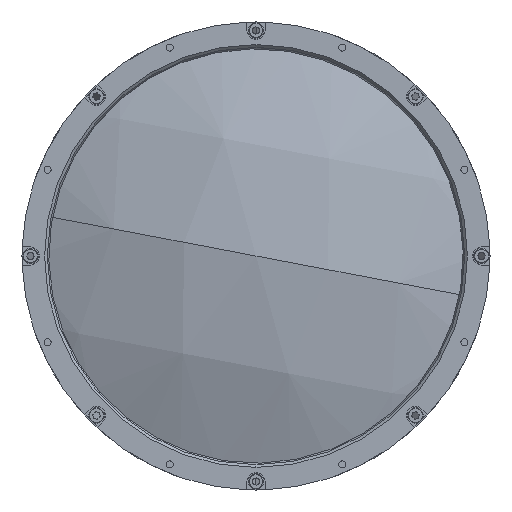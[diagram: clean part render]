
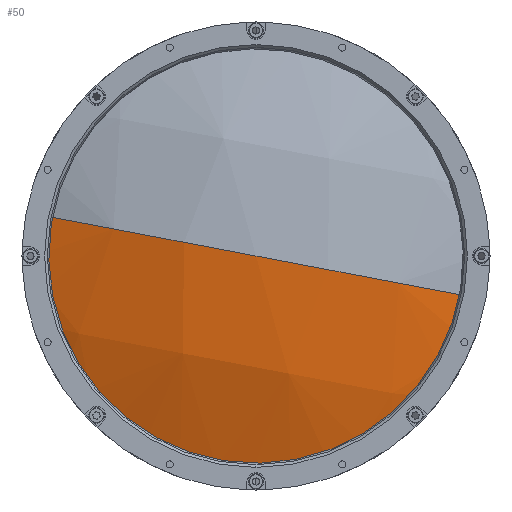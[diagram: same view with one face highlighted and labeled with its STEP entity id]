
A CAD part, left-side view. The second image highlights one B-rep face of the part: STEP entity #50.
In plain terms, the highlighted spherical face has radius 192.8 mm.
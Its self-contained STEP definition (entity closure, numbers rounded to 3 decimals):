
#50 = ADVANCED_FACE ( 'NONE', ( #7563 ), #19686, .T. ) ;
#498 = EDGE_LOOP ( 'NONE', ( #17623, #3184, #15500 ) ) ;
#535 = DIRECTION ( 'NONE',  ( 0., 0.187, -0.982 ) ) ;
#598 = CIRCLE ( 'NONE', #6332, 192.8 ) ;
#1866 = DIRECTION ( 'NONE',  ( -1., 0., 0. ) ) ;
#1987 = AXIS2_PLACEMENT_3D ( 'NONE', #11316, #1866, #12908 ) ;
#3184 = ORIENTED_EDGE ( 'NONE', *, *, #19212, .T. ) ;
#3373 = CARTESIAN_POINT ( 'NONE',  ( 190.2, 0., 0. ) ) ;
#4986 = DIRECTION ( 'NONE',  ( 0., -0.982, -0.187 ) ) ;
#5754 = VERTEX_POINT ( 'NONE', #8929 ) ;
#5963 = AXIS2_PLACEMENT_3D ( 'NONE', #8294, #9864, #7584 ) ;
#6332 = AXIS2_PLACEMENT_3D ( 'NONE', #10000, #535, #11588 ) ;
#7243 = CIRCLE ( 'NONE', #1987, 76. ) ;
#7563 = FACE_OUTER_BOUND ( 'NONE', #498, .T. ) ;
#7584 = DIRECTION ( 'NONE',  ( 0., 0.982, 0.187 ) ) ;
#8294 = CARTESIAN_POINT ( 'NONE',  ( 190.2, 0., 0. ) ) ;
#8929 = CARTESIAN_POINT ( 'NONE',  ( 13.011, 74.665, 14.182 ) ) ;
#9010 = EDGE_CURVE ( 'NONE', #5754, #15085, #20364, .T. ) ;
#9864 = DIRECTION ( 'NONE',  ( 0., 0.187, -0.982 ) ) ;
#10000 = CARTESIAN_POINT ( 'NONE',  ( 190.2, 0., 0. ) ) ;
#10658 = EDGE_CURVE ( 'NONE', #5754, #10928, #7243, .T. ) ;
#10928 = VERTEX_POINT ( 'NONE', #11568 ) ;
#11316 = CARTESIAN_POINT ( 'NONE',  ( 13.011, 0., 0. ) ) ;
#11568 = CARTESIAN_POINT ( 'NONE',  ( 13.011, -74.665, -14.182 ) ) ;
#11588 = DIRECTION ( 'NONE',  ( 0., 0.982, 0.187 ) ) ;
#12908 = DIRECTION ( 'NONE',  ( 0., 0.187, -0.982 ) ) ;
#14454 = DIRECTION ( 'NONE',  ( 0., -0.187, 0.982 ) ) ;
#15085 = VERTEX_POINT ( 'NONE', #16833 ) ;
#15500 = ORIENTED_EDGE ( 'NONE', *, *, #9010, .F. ) ;
#16833 = CARTESIAN_POINT ( 'NONE',  ( -2.6, 0., 0. ) ) ;
#17623 = ORIENTED_EDGE ( 'NONE', *, *, #10658, .T. ) ;
#18656 = AXIS2_PLACEMENT_3D ( 'NONE', #3373, #14454, #4986 ) ;
#19212 = EDGE_CURVE ( 'NONE', #10928, #15085, #598, .T. ) ;
#19686 = SPHERICAL_SURFACE ( 'NONE', #5963, 192.8 ) ;
#20364 = CIRCLE ( 'NONE', #18656, 192.8 ) ;
